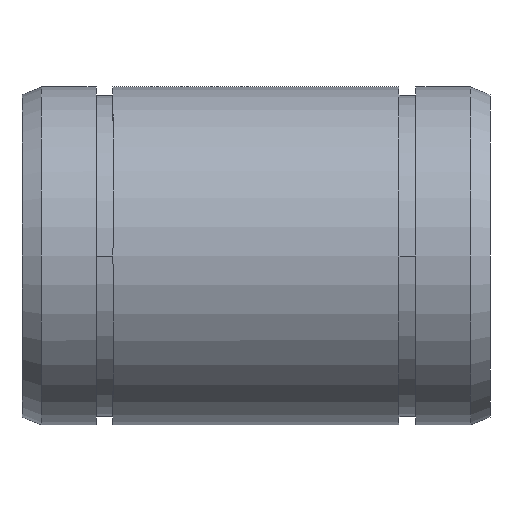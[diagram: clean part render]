
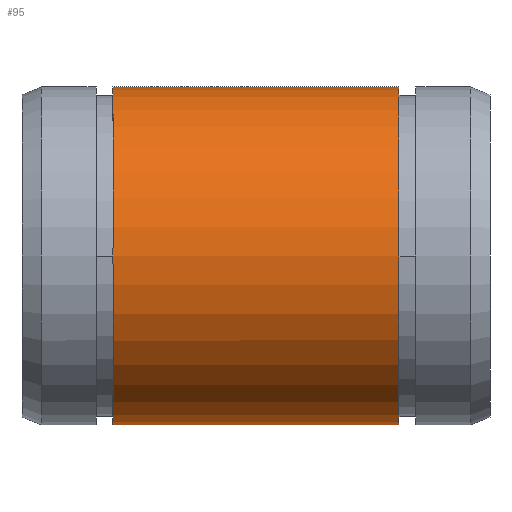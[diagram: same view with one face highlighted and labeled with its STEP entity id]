
A CAD part, front view. The second image highlights one B-rep face of the part: STEP entity #95.
In plain terms, the highlighted cylindrical face has radius 13 mm (diameter 26 mm), a partial arc.
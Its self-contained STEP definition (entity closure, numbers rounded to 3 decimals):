
#95=ADVANCED_FACE('NONE',(#202),#203,.T.);
#202=FACE_OUTER_BOUND('',#326,.T.);
#203=CYLINDRICAL_SURFACE('',#327,13.0);
#326=EDGE_LOOP('',(#539,#540,#541,#542,#543));
#327=AXIS2_PLACEMENT_3D('',#544,#545,#546);
#539=ORIENTED_EDGE('',*,*,#753,.T.);
#540=ORIENTED_EDGE('',*,*,#783,.F.);
#541=ORIENTED_EDGE('',*,*,#784,.F.);
#542=ORIENTED_EDGE('',*,*,#756,.T.);
#543=ORIENTED_EDGE('',*,*,#785,.F.);
#544=CARTESIAN_POINT('',(-21.0,0.0,0.0));
#545=DIRECTION('',(1.0,0.0,-0.0));
#546=DIRECTION('',(0.0,0.0,1.0));
#753=EDGE_CURVE('',#911,#912,#913,.T.);
#756=EDGE_CURVE('',#918,#916,#919,.T.);
#783=EDGE_CURVE('NONE',#954,#912,#955,.T.);
#784=EDGE_CURVE('NONE',#918,#954,#956,.T.);
#785=EDGE_CURVE('NONE',#911,#916,#957,.T.);
#911=VERTEX_POINT('',#1104);
#912=VERTEX_POINT('',#1105);
#913=LINE('',#1106,#1107);
#916=VERTEX_POINT('',#1110);
#918=VERTEX_POINT('',#1112);
#919=LINE('',#1113,#1114);
#954=VERTEX_POINT('NONE',#1155);
#955=CIRCLE('',#1156,13.0);
#956=CIRCLE('',#1157,13.0);
#957=CIRCLE('',#1158,13.0);
#1104=CARTESIAN_POINT('',(11.0,0.,13.0));
#1105=CARTESIAN_POINT('',(-11.0,0.,13.0));
#1106=CARTESIAN_POINT('',(0.,0.,13.0));
#1107=VECTOR('',#1277,1.0);
#1110=CARTESIAN_POINT('',(11.0,0.,-13.0));
#1112=CARTESIAN_POINT('',(-11.0,0.,-13.0));
#1113=CARTESIAN_POINT('',(0.,0.,-13.0));
#1114=VECTOR('',#1284,1.0);
#1155=CARTESIAN_POINT('',(-11.0,-13.0,0.0));
#1156=AXIS2_PLACEMENT_3D('',#1330,#1331,#1332);
#1157=AXIS2_PLACEMENT_3D('',#1333,#1334,#1335);
#1158=AXIS2_PLACEMENT_3D('',#1336,#1337,#1338);
#1277=DIRECTION('',(-1.0,-0.0,-0.0));
#1284=DIRECTION('',(1.0,0.0,0.0));
#1330=CARTESIAN_POINT('',(-11.0,0.0,0.0));
#1331=DIRECTION('',(-1.0,0.,0.0));
#1332=DIRECTION('',(0.,-1.0,0.0));
#1333=CARTESIAN_POINT('',(-11.0,0.0,0.0));
#1334=DIRECTION('',(-1.0,0.,0.0));
#1335=DIRECTION('',(0.,-1.0,0.0));
#1336=CARTESIAN_POINT('',(11.0,0.0,0.0));
#1337=DIRECTION('',(1.0,0.,0.0));
#1338=DIRECTION('',(0.,1.0,0.0));
